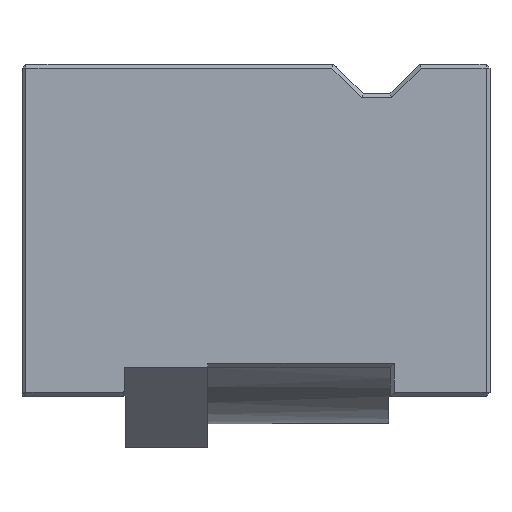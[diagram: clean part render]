
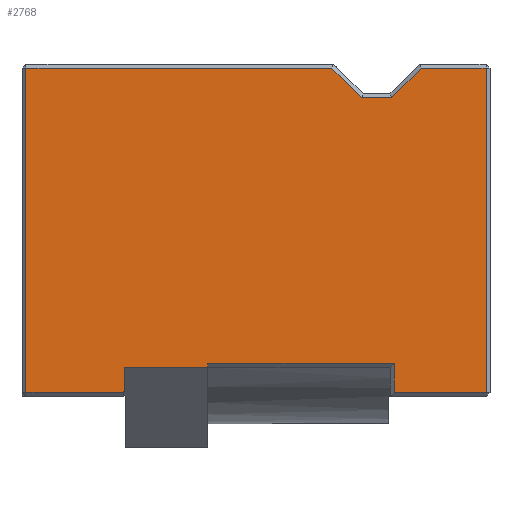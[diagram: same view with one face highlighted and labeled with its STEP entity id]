
A CAD part, left-side view. The second image highlights one B-rep face of the part: STEP entity #2768.
In plain terms, the highlighted planar face has unit normal (-1, 0, 0).
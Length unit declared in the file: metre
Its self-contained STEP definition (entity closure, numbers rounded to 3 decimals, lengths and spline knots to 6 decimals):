
#177=ORIENTED_EDGE('',*,*,#945,.T.);
#178=ORIENTED_EDGE('',*,*,#946,.T.);
#179=ORIENTED_EDGE('',*,*,#947,.T.);
#180=ORIENTED_EDGE('',*,*,#948,.T.);
#181=ORIENTED_EDGE('',*,*,#949,.T.);
#182=ORIENTED_EDGE('',*,*,#950,.F.);
#183=ORIENTED_EDGE('',*,*,#951,.T.);
#184=ORIENTED_EDGE('',*,*,#952,.T.);
#185=ORIENTED_EDGE('',*,*,#953,.T.);
#186=ORIENTED_EDGE('',*,*,#954,.T.);
#187=ORIENTED_EDGE('',*,*,#955,.T.);
#188=ORIENTED_EDGE('',*,*,#956,.T.);
#189=ORIENTED_EDGE('',*,*,#957,.T.);
#190=ORIENTED_EDGE('',*,*,#958,.T.);
#191=ORIENTED_EDGE('',*,*,#959,.T.);
#192=ORIENTED_EDGE('',*,*,#960,.T.);
#945=EDGE_CURVE('',#1329,#1330,#1551,.T.);
#946=EDGE_CURVE('',#1330,#1331,#1552,.T.);
#947=EDGE_CURVE('',#1331,#1332,#1553,.T.);
#948=EDGE_CURVE('',#1332,#1333,#1554,.T.);
#949=EDGE_CURVE('',#1333,#1334,#1555,.T.);
#950=EDGE_CURVE('',#1335,#1334,#1556,.T.);
#951=EDGE_CURVE('',#1335,#1336,#1557,.T.);
#952=EDGE_CURVE('',#1336,#1337,#1558,.T.);
#953=EDGE_CURVE('',#1337,#1338,#1559,.T.);
#954=EDGE_CURVE('',#1338,#1339,#1560,.T.);
#955=EDGE_CURVE('',#1339,#1340,#1561,.T.);
#956=EDGE_CURVE('',#1340,#1341,#1562,.T.);
#957=EDGE_CURVE('',#1341,#1342,#1563,.T.);
#958=EDGE_CURVE('',#1342,#1343,#1564,.T.);
#959=EDGE_CURVE('',#1343,#1344,#1565,.T.);
#960=EDGE_CURVE('',#1344,#1329,#1566,.T.);
#1329=VERTEX_POINT('',#4140);
#1330=VERTEX_POINT('',#4141);
#1331=VERTEX_POINT('',#4143);
#1332=VERTEX_POINT('',#4145);
#1333=VERTEX_POINT('',#4147);
#1334=VERTEX_POINT('',#4149);
#1335=VERTEX_POINT('',#4151);
#1336=VERTEX_POINT('',#4153);
#1337=VERTEX_POINT('',#4155);
#1338=VERTEX_POINT('',#4157);
#1339=VERTEX_POINT('',#4159);
#1340=VERTEX_POINT('',#4161);
#1341=VERTEX_POINT('',#4163);
#1342=VERTEX_POINT('',#4165);
#1343=VERTEX_POINT('',#4167);
#1344=VERTEX_POINT('',#4169);
#1551=LINE('',#4139,#1886);
#1552=LINE('',#4142,#1887);
#1553=LINE('',#4144,#1888);
#1554=LINE('',#4146,#1889);
#1555=LINE('',#4148,#1890);
#1556=LINE('',#4150,#1891);
#1557=LINE('',#4152,#1892);
#1558=LINE('',#4154,#1893);
#1559=LINE('',#4156,#1894);
#1560=LINE('',#4158,#1895);
#1561=LINE('',#4160,#1896);
#1562=LINE('',#4162,#1897);
#1563=LINE('',#4164,#1898);
#1564=LINE('',#4166,#1899);
#1565=LINE('',#4168,#1900);
#1566=LINE('',#4170,#1901);
#1886=VECTOR('',#3305,1.);
#1887=VECTOR('',#3306,1.);
#1888=VECTOR('',#3307,1.);
#1889=VECTOR('',#3308,1.);
#1890=VECTOR('',#3309,1.);
#1891=VECTOR('',#3310,1.);
#1892=VECTOR('',#3311,1.);
#1893=VECTOR('',#3312,1.);
#1894=VECTOR('',#3313,1.);
#1895=VECTOR('',#3314,1.);
#1896=VECTOR('',#3315,1.);
#1897=VECTOR('',#3316,1.);
#1898=VECTOR('',#3317,1.);
#1899=VECTOR('',#3318,1.);
#1900=VECTOR('',#3319,1.);
#1901=VECTOR('',#3320,1.);
#2180=EDGE_LOOP('',(#177,#178,#179,#180,#181,#182,#183,#184,#185,#186,#187,
#188,#189,#190,#191,#192));
#2408=FACE_BOUND('',#2180,.T.);
#2611=PLANE('',#2976);
#2768=ADVANCED_FACE('',(#2408),#2611,.T.);
#2976=AXIS2_PLACEMENT_3D('',#4138,#3303,#3304);
#3303=DIRECTION('',(-1.,0.,0.));
#3304=DIRECTION('',(0.,0.,1.));
#3305=DIRECTION('',(0.,0.,-1.));
#3306=DIRECTION('',(0.,-1.,0.));
#3307=DIRECTION('',(0.,0.,1.));
#3308=DIRECTION('',(0.,-1.,0.));
#3309=DIRECTION('',(0.,0.,1.));
#3310=DIRECTION('',(0.,1.,0.));
#3311=DIRECTION('',(0.,0.,1.));
#3312=DIRECTION('',(0.,-1.,0.));
#3313=DIRECTION('',(0.,0.,-1.));
#3314=DIRECTION('',(0.,-1.,0.));
#3315=DIRECTION('',(0.,0.,1.));
#3316=DIRECTION('',(0.,1.,0.));
#3317=DIRECTION('',(0.,0.707,-0.707));
#3318=DIRECTION('',(0.,1.,0.));
#3319=DIRECTION('',(0.,0.707,0.707));
#3320=DIRECTION('',(0.,1.,0.));
#4138=CARTESIAN_POINT('',(-0.005375,-0.0371,-0.005052));
#4139=CARTESIAN_POINT('',(-0.005375,0.004725,0.000225));
#4140=CARTESIAN_POINT('',(-0.005375,0.004725,0.033375));
#4141=CARTESIAN_POINT('',(-0.005375,0.004725,0.000625));
#4142=CARTESIAN_POINT('',(-0.005375,-0.005125,0.000625));
#4143=CARTESIAN_POINT('',(-0.005375,-0.005125,0.000625));
#4144=CARTESIAN_POINT('',(-0.005375,-0.005125,-0.005052));
#4145=CARTESIAN_POINT('',(-0.005375,-0.005125,0.000673));
#4146=CARTESIAN_POINT('',(-0.005375,-0.0371,0.000673));
#4147=CARTESIAN_POINT('',(-0.005375,-0.0052,0.000673));
#4148=CARTESIAN_POINT('',(-0.005375,-0.0052,-0.005052));
#4149=CARTESIAN_POINT('',(-0.005375,-0.0052,0.00315));
#4150=CARTESIAN_POINT('',(-0.005375,-0.0371,0.00315));
#4151=CARTESIAN_POINT('',(-0.005375,-0.013625,0.00315));
#4152=CARTESIAN_POINT('',(-0.005375,-0.013625,-0.005052));
#4153=CARTESIAN_POINT('',(-0.005375,-0.013625,0.00355));
#4154=CARTESIAN_POINT('',(-0.005375,-0.032075,0.00355));
#4155=CARTESIAN_POINT('',(-0.005375,-0.032475,0.00355));
#4156=CARTESIAN_POINT('',(-0.005375,-0.032475,0.000225));
#4157=CARTESIAN_POINT('',(-0.005375,-0.032475,0.000625));
#4158=CARTESIAN_POINT('',(-0.005375,-0.042125,0.000625));
#4159=CARTESIAN_POINT('',(-0.005375,-0.041725,0.000625));
#4160=CARTESIAN_POINT('',(-0.005375,-0.041725,-0.005052));
#4161=CARTESIAN_POINT('',(-0.005375,-0.041725,0.033375));
#4162=CARTESIAN_POINT('',(-0.005375,-0.0371,0.033375));
#4163=CARTESIAN_POINT('',(-0.005375,-0.035191,0.033375));
#4164=CARTESIAN_POINT('',(-0.005375,-0.016932,0.015116));
#4165=CARTESIAN_POINT('',(-0.005375,-0.032191,0.030375));
#4166=CARTESIAN_POINT('',(-0.005375,-0.029325,0.030375));
#4167=CARTESIAN_POINT('',(-0.005375,-0.029159,0.030375));
#4168=CARTESIAN_POINT('',(-0.005375,-0.050843,0.008691));
#4169=CARTESIAN_POINT('',(-0.005375,-0.026159,0.033375));
#4170=CARTESIAN_POINT('',(-0.005375,-0.0371,0.033375));
